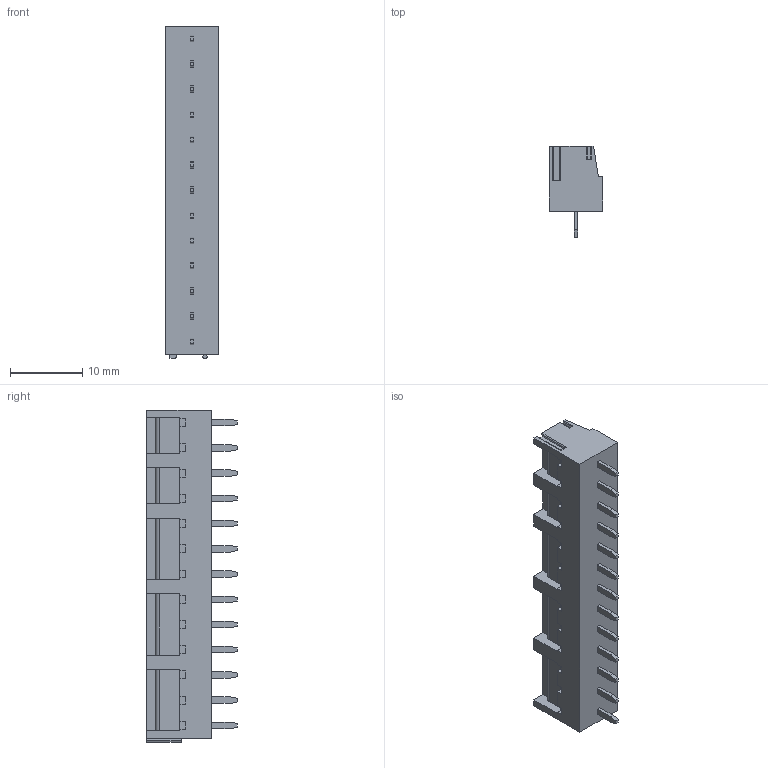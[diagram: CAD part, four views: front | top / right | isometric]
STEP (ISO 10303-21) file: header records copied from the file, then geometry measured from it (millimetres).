
FILE_DESCRIPTION((''),'2;1');
FILE_NAME('TL004R','2025-04-03T',('sj'),(''),'PRO/ENGINEER BY PARAMETRIC TECHNOLOGY CORPORATION, 2013240','PRO/ENGINEER BY PARAMETRIC TECHNOLOGY CORPORATION, 2013240','');
FILE_SCHEMA(('AUTOMOTIVE_DESIGN_CC2 { 1 2 10303 214 -1 1 5 2 }'));
Length unit declared in the file: millimetre
Products named in the file (1): TL004R
Bounding box: 7.4 x 12.6 x 46.05 mm (x, y, z)
Volume: 2443.4 mm3; surface area: 2303.5 mm2
Topology: 1 solids, 1 shells, 569 faces, 1402 edges, 874 vertices
Faces by surface type: plane 374, cylinder 117, cone 78
Entity records: 16532 total; most frequent: DIRECTION 2852, CARTESIAN_POINT 2845, ORIENTED_EDGE 2804, EDGE_CURVE 1402, VECTOR 1090, LINE 1090, AXIS2_PLACEMENT_3D 881, VERTEX_POINT 874
